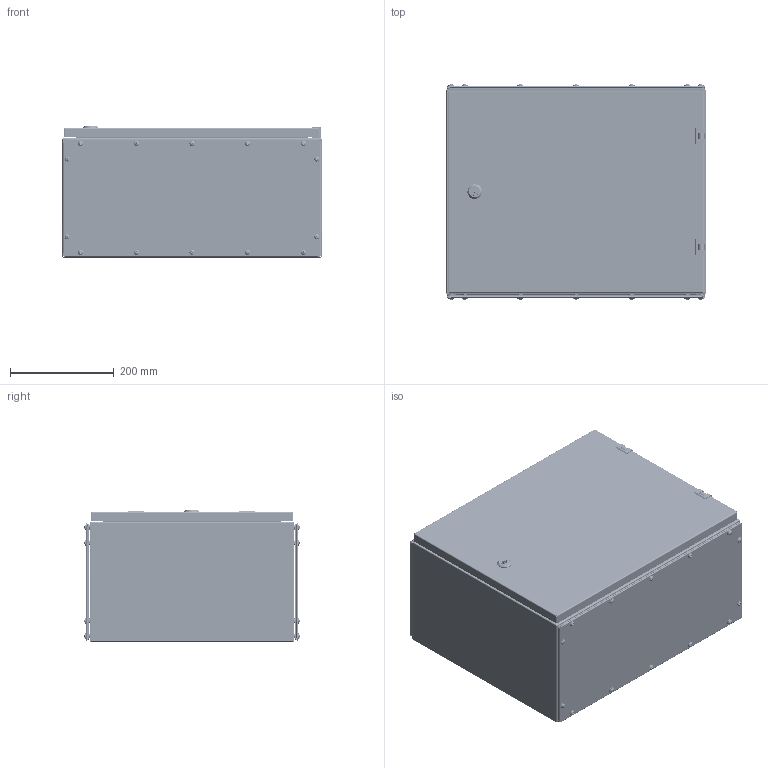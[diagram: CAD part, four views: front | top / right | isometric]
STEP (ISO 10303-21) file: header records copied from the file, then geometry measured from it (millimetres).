
FILE_DESCRIPTION (( 'STEP AP214' ), '1' );
FILE_NAME ('10.050.040.25.STEP', '2024-05-28T08:37:51', ( '' ), ( '' ), 'SwSTEP 2.0', 'SolidWorks 2021', '' );
FILE_SCHEMA (( 'AUTOMOTIVE_DESIGN' ));
Length unit declared in the file: millimetre
Products named in the file (25): 8SJ_S1B_0001.stp; Êàðêàñ øêàôà W500H400D250; Ãàñêåòèíã äâåðè W500H400; Øïèëüêà ïðèâàðíàÿ Ì6õ15; 嵑謺麃 檐; SW6X8.stp; Øïèëüêà ïðèâàðíàÿ Ì6õ20; 10.050.040.25; Ïåðåìû÷êà êàðêàñà W500; Ðåéêà H400; Çàêëåïêà ðåçüáîâàÿ Ì5 øåñòèãðàííàÿ ñ óìåíüøåííûì áîðòîì; 署赅 W500D250; 8SJ_MS705_0760.stp; ﾄ粢 ﾑﾁ W500H400; 8SJ_MS705_0010.stp; Âèíò DIN 967 Ì5õ16 ñ ïîëóêðóãëîé ãîëîâêîé ñ êðåñòîîáðàçíûì øëèöåì; Ïðîêëàäêà êðûøêè W500D250; Øïèëüêà ïðèâàðíàÿ Ì6õ10; Êîðïóñ øêàôà W500H400D250; Äâåðíîå ïîëîòíî W500H400; ﾇ瑟鶴 ﾀﾑ ms1000-3M.stp; Áîëò Ì6õ10 ñ øåñòèãðàííîé ãîëîâêîé ñ ïðåññøàéáîé; Çàêëåïêà ðåçüáîâàÿ Ì8 øåñòèãðàííàÿ ñ óìåíüøåííûì áîðòîì; 8SJ_MS705_0510.stp; 8SJ_MS705-1_0040.stp
Assembly tree (98 placements, depth 4):
  10.050.040.25
    Êàðêàñ øêàôà W500H400D250
      Êîðïóñ øêàôà W500H400D250
      Ïåðåìû÷êà êàðêàñà W500  x2
      Øïèëüêà ïðèâàðíàÿ Ì6õ15  x8
      Øïèëüêà ïðèâàðíàÿ Ì6õ20  x4
    署赅 W500D250  x2
    Ïðîêëàäêà êðûøêè W500D250  x2
    ﾄ粢 ﾑﾁ W500H400
      Äâåðíîå ïîëîòíî W500H400
      Ðåéêà H400  x2
      Ãàñêåòèíã äâåðè W500H400
      Øïèëüêà ïðèâàðíàÿ Ì6õ10  x2
      ﾇ瑟鶴 ﾀﾑ ms1000-3M.stp
        8SJ_MS705_0010.stp
        8SJ_MS705_0510.stp
        8SJ_MS705_0760.stp
        8SJ_S1B_0001.stp
        8SJ_MS705-1_0040.stp
        SW6X8.stp
    嵑謺麃 檐  x2
    Áîëò Ì6õ10 ñ øåñòèãðàííîé ãîëîâêîé ñ ïðåññøàéáîé  x2
    Çàêëåïêà ðåçüáîâàÿ Ì5 øåñòèãðàííàÿ ñ óìåíüøåííûì áîðòîì  x28
    Âèíò DIN 967 Ì5õ16 ñ ïîëóêðóãëîé ãîëîâêîé ñ êðåñòîîáðàçíûì øëèöåì  x28
    Çàêëåïêà ðåçüáîâàÿ Ì8 øåñòèãðàííàÿ ñ óìåíüøåííûì áîðòîì  x4
Bounding box: 500 x 415.17 x 254.65 mm (x, y, z)
Volume: 1294656.6 mm3; surface area: 2226141.8 mm2
Topology: 96 solids, 102 shells, 5468 faces, 13796 edges, 8609 vertices
Faces by surface type: plane 2425, cylinder 2004, bspline 444, cone 274, torus 209, sphere 112
Entity records: 83906 total; most frequent: CARTESIAN_POINT 42000, ORIENTED_EDGE 8986, DIRECTION 7508, EDGE_CURVE 4499, VERTEX_POINT 2781, AXIS2_PLACEMENT_3D 2530, LINE 2448, VECTOR 2448
